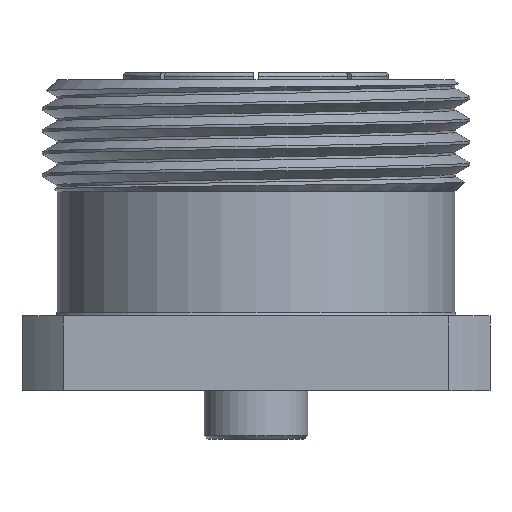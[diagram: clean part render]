
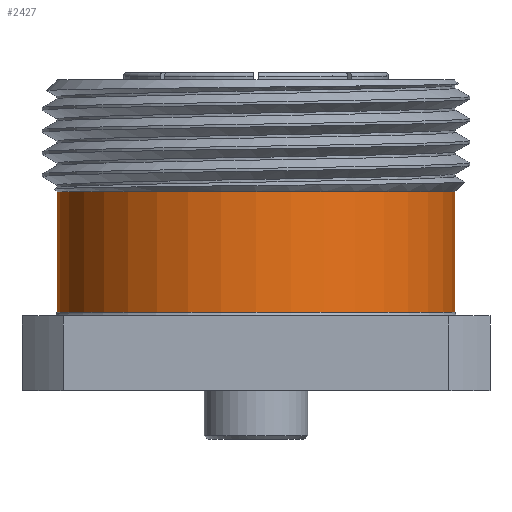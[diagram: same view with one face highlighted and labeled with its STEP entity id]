
A CAD part, front view. The second image highlights one B-rep face of the part: STEP entity #2427.
In plain terms, the highlighted cylindrical face has radius 13.5 mm (diameter 27 mm), a partial arc.
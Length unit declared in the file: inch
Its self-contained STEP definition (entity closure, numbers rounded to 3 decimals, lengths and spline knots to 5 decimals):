
#122 = CIRCLE ( 'NONE', #3904, 0.5315 ) ;
#223 = CARTESIAN_POINT ( 'NONE',  ( 0., 0., -0.29858 ) ) ;
#539 = CYLINDRICAL_SURFACE ( 'NONE', #4383, 0.5315 ) ;
#595 = EDGE_CURVE ( 'NONE', #5444, #5430, #4724, .T. ) ;
#625 = LINE ( 'NONE', #5159, #981 ) ;
#676 = DIRECTION ( 'NONE',  ( 0., 0., -1. ) ) ;
#828 = CARTESIAN_POINT ( 'NONE',  ( -0.5315, 0., -0.29858 ) ) ;
#934 = DIRECTION ( 'NONE',  ( 0., 0., 1. ) ) ;
#981 = VECTOR ( 'NONE', #5543, 39.37008 ) ;
#1612 = EDGE_LOOP ( 'NONE', ( #2539, #3106, #3815, #4956 ) ) ;
#1990 = AXIS2_PLACEMENT_3D ( 'NONE', #3419, #2043, #2956 ) ;
#1999 = DIRECTION ( 'NONE',  ( 1., 0., 0. ) ) ;
#2043 = DIRECTION ( 'NONE',  ( 0., 0., 1. ) ) ;
#2178 = VECTOR ( 'NONE', #934, 39.37008 ) ;
#2304 = EDGE_CURVE ( 'NONE', #2314, #3188, #122, .T. ) ;
#2314 = VERTEX_POINT ( 'NONE', #4645 ) ;
#2347 = CARTESIAN_POINT ( 'NONE',  ( 0., 0., -1.29921 ) ) ;
#2427 = ADVANCED_FACE ( 'NONE', ( #2540 ), #539, .T. ) ;
#2539 = ORIENTED_EDGE ( 'NONE', *, *, #3123, .F. ) ;
#2540 = FACE_OUTER_BOUND ( 'NONE', #1612, .T. ) ;
#2956 = DIRECTION ( 'NONE',  ( -1., 0., 0. ) ) ;
#3106 = ORIENTED_EDGE ( 'NONE', *, *, #595, .T. ) ;
#3123 = EDGE_CURVE ( 'NONE', #5444, #3188, #625, .T. ) ;
#3188 = VERTEX_POINT ( 'NONE', #828 ) ;
#3419 = CARTESIAN_POINT ( 'NONE',  ( 0., 0., -0.62031 ) ) ;
#3515 = CARTESIAN_POINT ( 'NONE',  ( -0.5315, 0., -0.62031 ) ) ;
#3643 = DIRECTION ( 'NONE',  ( 1., 0., 0. ) ) ;
#3691 = EDGE_CURVE ( 'NONE', #5430, #2314, #3748, .T. ) ;
#3748 = LINE ( 'NONE', #4838, #2178 ) ;
#3815 = ORIENTED_EDGE ( 'NONE', *, *, #3691, .T. ) ;
#3904 = AXIS2_PLACEMENT_3D ( 'NONE', #223, #676, #1999 ) ;
#4193 = CARTESIAN_POINT ( 'NONE',  ( 0.5315, 0., -0.62031 ) ) ;
#4383 = AXIS2_PLACEMENT_3D ( 'NONE', #2347, #5473, #3643 ) ;
#4645 = CARTESIAN_POINT ( 'NONE',  ( 0.5315, 0., -0.29858 ) ) ;
#4724 = CIRCLE ( 'NONE', #1990, 0.5315 ) ;
#4838 = CARTESIAN_POINT ( 'NONE',  ( 0.5315, 0., -1.29921 ) ) ;
#4956 = ORIENTED_EDGE ( 'NONE', *, *, #2304, .T. ) ;
#5159 = CARTESIAN_POINT ( 'NONE',  ( -0.5315, 0., -1.29921 ) ) ;
#5430 = VERTEX_POINT ( 'NONE', #4193 ) ;
#5444 = VERTEX_POINT ( 'NONE', #3515 ) ;
#5473 = DIRECTION ( 'NONE',  ( 0., 0., 1. ) ) ;
#5543 = DIRECTION ( 'NONE',  ( 0., 0., 1. ) ) ;
